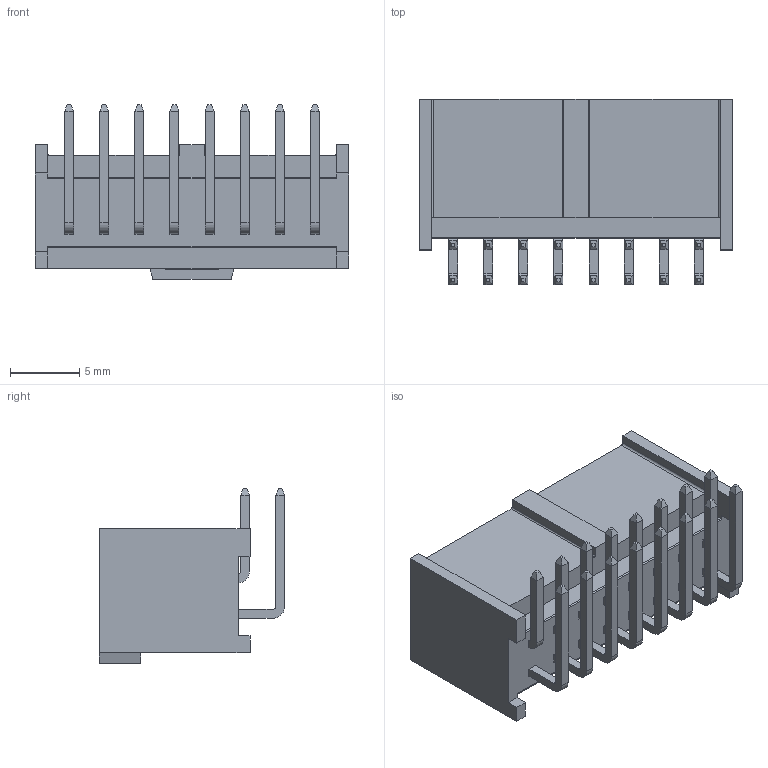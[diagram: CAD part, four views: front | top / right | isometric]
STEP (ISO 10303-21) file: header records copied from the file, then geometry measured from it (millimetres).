
FILE_DESCRIPTION (( 'STEP AP214' ), '1' );
FILE_NAME ('90130-3216.STEP', '2014-07-10T09:52:03', ( 'Master' ), ( '' ), 'SwSTEP 2.0', 'SolidWorks 2013', '' );
FILE_SCHEMA (( 'AUTOMOTIVE_DESIGN' ));
Length unit declared in the file: millimetre
Products named in the file (1): 90130-3216
Bounding box: 22.66 x 13.4 x 12.65 mm (x, y, z)
Volume: 888.5 mm3; surface area: 2109.9 mm2
Topology: 1 solids, 1 shells, 393 faces, 948 edges, 588 vertices
Faces by surface type: plane 357, cylinder 36
Entity records: 11730 total; most frequent: CARTESIAN_POINT 1930, ORIENTED_EDGE 1896, DIRECTION 1808, EDGE_CURVE 948, LINE 876, VECTOR 876, VERTEX_POINT 588, AXIS2_PLACEMENT_3D 466
